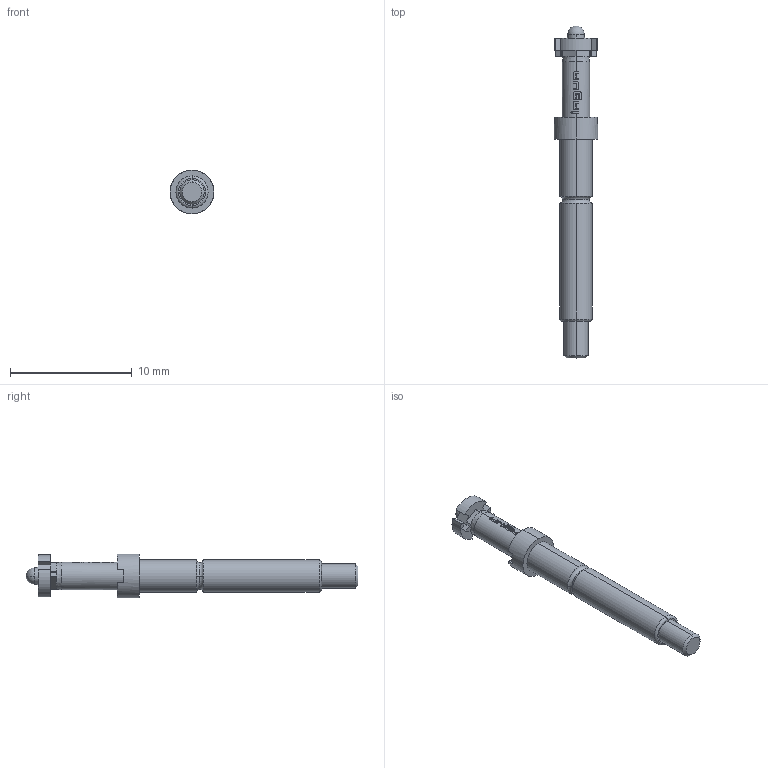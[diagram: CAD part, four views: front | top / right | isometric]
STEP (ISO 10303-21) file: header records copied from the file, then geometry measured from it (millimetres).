
FILE_DESCRIPTION (( 'STEP AP203' ), '1' );
FILE_NAME ('INGUN_T-888_305_140_100_350Axx02M.STEP', '2022-02-10T10:52:14', ( 'ochi' ), ( '' ), 'SwSTEP 2.0', 'SolidWorks 2018', '' );
FILE_SCHEMA (( 'CONFIG_CONTROL_DESIGN' ));
Length unit declared in the file: millimetre
Products named in the file (1): INGUN_T-888_305_140_100_350Axx02M
Bounding box: 3.6 x 27.3 x 3.6 mm (x, y, z)
Volume: 139.8 mm3; surface area: 252.1 mm2
Topology: 1 solids, 1 shells, 132 faces, 369 edges, 241 vertices
Faces by surface type: plane 73, cylinder 25, bspline 22, torus 6, cone 4, sphere 2
Entity records: 4604 total; most frequent: CARTESIAN_POINT 1261, ORIENTED_EDGE 734, DIRECTION 625, EDGE_CURVE 367, VERTEX_POINT 241, AXIS2_PLACEMENT_3D 233, LINE 159, VECTOR 159
